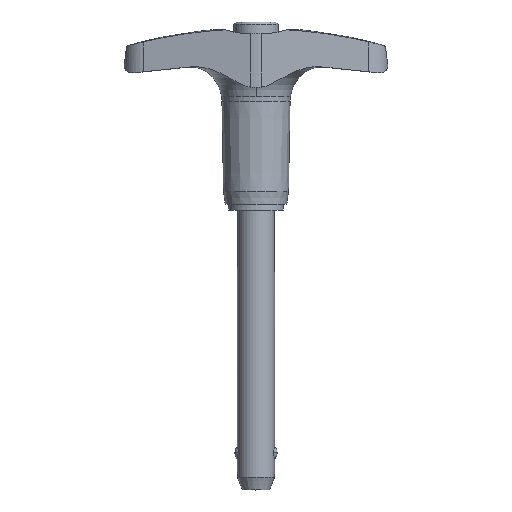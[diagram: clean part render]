
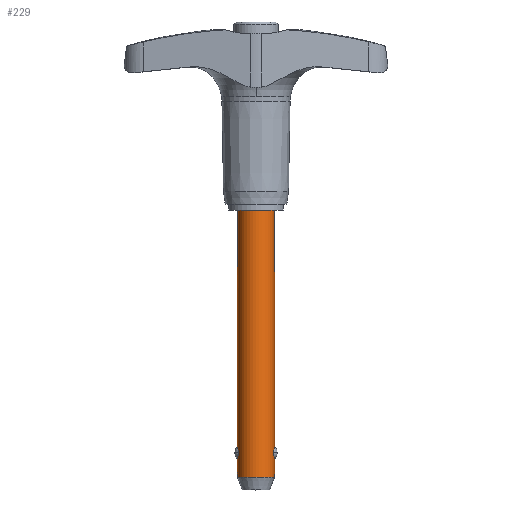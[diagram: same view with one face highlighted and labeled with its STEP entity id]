
A CAD part, top view. The second image highlights one B-rep face of the part: STEP entity #229.
In plain terms, the highlighted cylindrical face has radius 3.175 mm (diameter 6.35 mm), a partial arc.
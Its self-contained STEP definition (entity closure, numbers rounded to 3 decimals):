
#229=ADVANCED_FACE('',(#468),#469,.T.);
#468=FACE_OUTER_BOUND('',#707,.T.);
#469=CYLINDRICAL_SURFACE('',#708,3.175);
#707=EDGE_LOOP('',(#1353,#1354,#1355,#1356,#1357,#1358,#1359,#1360,#1361,#1362));
#708=AXIS2_PLACEMENT_3D('',#1363,#1364,#1365);
#1353=ORIENTED_EDGE('',*,*,#1624,.T.);
#1354=ORIENTED_EDGE('',*,*,#1579,.T.);
#1355=ORIENTED_EDGE('',*,*,#1670,.T.);
#1356=ORIENTED_EDGE('',*,*,#1630,.T.);
#1357=ORIENTED_EDGE('',*,*,#1641,.F.);
#1358=ORIENTED_EDGE('',*,*,#1628,.T.);
#1359=ORIENTED_EDGE('',*,*,#1637,.T.);
#1360=ORIENTED_EDGE('',*,*,#1513,.T.);
#1361=ORIENTED_EDGE('',*,*,#1626,.T.);
#1362=ORIENTED_EDGE('',*,*,#1589,.T.);
#1363=CARTESIAN_POINT('',(0.0,-24.003,0.0));
#1364=DIRECTION('',(-0.0,1.0,0.0));
#1365=DIRECTION('',(1.0,0.0,0.0));
#1513=EDGE_CURVE('',#1836,#1839,#1841,.T.);
#1579=EDGE_CURVE('',#1951,#1949,#1952,.T.);
#1589=EDGE_CURVE('',#1967,#1965,#1968,.T.);
#1624=EDGE_CURVE('',#1965,#1951,#2015,.T.);
#1626=EDGE_CURVE('',#1839,#1967,#2017,.T.);
#1628=EDGE_CURVE('',#2020,#2018,#2021,.T.);
#1630=EDGE_CURVE('',#2024,#2022,#2025,.T.);
#1637=EDGE_CURVE('',#2018,#1836,#2034,.T.);
#1641=EDGE_CURVE('',#2020,#2022,#2038,.T.);
#1670=EDGE_CURVE('',#1949,#2024,#2074,.T.);
#1836=VERTEX_POINT('',#2543);
#1839=VERTEX_POINT('',#2546);
#1841=B_SPLINE_CURVE_WITH_KNOTS('',3,(#2561,#2562,#2563,#2564,#2565,#2566,#2567,#2568,#2569,#2570,#2571,#2572,#2573,#2574),.UNSPECIFIED.,.F.,.F.,(4,2,2,2,2,2,4),(0.0,0.342,0.684,0.852,1.02,1.311,1.601),.UNSPECIFIED.);
#1949=VERTEX_POINT('',#3008);
#1951=VERTEX_POINT('',#3010);
#1952=B_SPLINE_CURVE_WITH_KNOTS('',3,(#3011,#3012,#3013,#3014,#3015,#3016,#3017,#3018,#3019,#3020,#3021,#3022,#3023,#3024),.UNSPECIFIED.,.F.,.F.,(4,2,2,2,2,2,4),(1.601,1.892,2.183,2.351,2.519,2.861,3.203),.UNSPECIFIED.);
#1965=VERTEX_POINT('',#3101);
#1967=VERTEX_POINT('',#3104);
#1968=CIRCLE('',#3105,3.175);
#2015=LINE('',#3359,#3360);
#2017=LINE('',#3362,#3363);
#2018=VERTEX_POINT('',#3364);
#2020=VERTEX_POINT('',#3379);
#2021=LINE('',#3380,#3381);
#2022=VERTEX_POINT('',#3382);
#2024=VERTEX_POINT('',#3384);
#2025=LINE('',#3385,#3386);
#2034=B_SPLINE_CURVE_WITH_KNOTS('',3,(#3409,#3410,#3411,#3412,#3413,#3414,#3415,#3416,#3417,#3418,#3419,#3420,#3421,#3422),.UNSPECIFIED.,.F.,.F.,(4,2,2,2,2,2,4),(4.804,5.095,5.386,5.554,5.722,6.064,6.406),.UNSPECIFIED.);
#2038=CIRCLE('',#3427,3.175);
#2074=B_SPLINE_CURVE_WITH_KNOTS('',3,(#3565,#3566,#3567,#3568,#3569,#3570,#3571,#3572,#3573,#3574,#3575,#3576,#3577,#3578),.UNSPECIFIED.,.F.,.F.,(4,2,2,2,2,2,4),(3.203,3.545,3.887,4.055,4.223,4.514,4.804),.UNSPECIFIED.);
#2543=CARTESIAN_POINT('',(-2.97,-41.636,1.123));
#2546=CARTESIAN_POINT('',(-3.175,-42.633,0.));
#2561=CARTESIAN_POINT('',(-2.97,-41.636,1.123));
#2562=CARTESIAN_POINT('',(-2.97,-41.75,1.123));
#2563=CARTESIAN_POINT('',(-2.979,-41.871,1.1));
#2564=CARTESIAN_POINT('',(-3.011,-42.094,1.01));
#2565=CARTESIAN_POINT('',(-3.033,-42.196,0.942));
#2566=CARTESIAN_POINT('',(-3.065,-42.318,0.828));
#2567=CARTESIAN_POINT('',(-3.077,-42.358,0.783));
#2568=CARTESIAN_POINT('',(-3.1,-42.431,0.687));
#2569=CARTESIAN_POINT('',(-3.111,-42.463,0.636));
#2570=CARTESIAN_POINT('',(-3.136,-42.535,0.503));
#2571=CARTESIAN_POINT('',(-3.151,-42.572,0.405));
#2572=CARTESIAN_POINT('',(-3.17,-42.622,0.202));
#2573=CARTESIAN_POINT('',(-3.175,-42.633,0.097));
#2574=CARTESIAN_POINT('',(-3.175,-42.633,0.));
#3008=CARTESIAN_POINT('',(2.97,-41.636,1.123));
#3010=CARTESIAN_POINT('',(3.175,-42.633,0.));
#3011=CARTESIAN_POINT('',(3.175,-42.633,0.));
#3012=CARTESIAN_POINT('',(3.175,-42.633,0.097));
#3013=CARTESIAN_POINT('',(3.17,-42.622,0.202));
#3014=CARTESIAN_POINT('',(3.151,-42.572,0.405));
#3015=CARTESIAN_POINT('',(3.136,-42.535,0.503));
#3016=CARTESIAN_POINT('',(3.111,-42.463,0.636));
#3017=CARTESIAN_POINT('',(3.1,-42.431,0.687));
#3018=CARTESIAN_POINT('',(3.077,-42.358,0.783));
#3019=CARTESIAN_POINT('',(3.065,-42.318,0.828));
#3020=CARTESIAN_POINT('',(3.033,-42.196,0.942));
#3021=CARTESIAN_POINT('',(3.011,-42.094,1.01));
#3022=CARTESIAN_POINT('',(2.979,-41.871,1.1));
#3023=CARTESIAN_POINT('',(2.97,-41.75,1.123));
#3024=CARTESIAN_POINT('',(2.97,-41.636,1.123));
#3101=CARTESIAN_POINT('',(3.175,-45.796,0.0));
#3104=CARTESIAN_POINT('',(-3.175,-45.796,0.));
#3105=AXIS2_PLACEMENT_3D('',#3993,#3994,#3995);
#3359=CARTESIAN_POINT('',(3.175,-24.003,0.));
#3360=VECTOR('',#4024,1.0);
#3362=CARTESIAN_POINT('',(-3.175,-24.003,0.));
#3363=VECTOR('',#4028,1.0);
#3364=CARTESIAN_POINT('',(-3.175,-40.64,0.));
#3379=CARTESIAN_POINT('',(-3.175,0.0,0.));
#3380=CARTESIAN_POINT('',(-3.175,-24.003,0.));
#3381=VECTOR('',#4029,1.0);
#3382=CARTESIAN_POINT('',(3.175,0.0,0.0));
#3384=CARTESIAN_POINT('',(3.175,-40.64,0.));
#3385=CARTESIAN_POINT('',(3.175,-24.003,0.));
#3386=VECTOR('',#4033,1.0);
#3409=CARTESIAN_POINT('',(-3.175,-40.64,0.));
#3410=CARTESIAN_POINT('',(-3.175,-40.64,0.097));
#3411=CARTESIAN_POINT('',(-3.17,-40.651,0.202));
#3412=CARTESIAN_POINT('',(-3.151,-40.701,0.405));
#3413=CARTESIAN_POINT('',(-3.136,-40.738,0.503));
#3414=CARTESIAN_POINT('',(-3.111,-40.809,0.636));
#3415=CARTESIAN_POINT('',(-3.1,-40.842,0.687));
#3416=CARTESIAN_POINT('',(-3.077,-40.915,0.783));
#3417=CARTESIAN_POINT('',(-3.065,-40.955,0.828));
#3418=CARTESIAN_POINT('',(-3.033,-41.077,0.942));
#3419=CARTESIAN_POINT('',(-3.011,-41.179,1.01));
#3420=CARTESIAN_POINT('',(-2.979,-41.401,1.1));
#3421=CARTESIAN_POINT('',(-2.97,-41.522,1.123));
#3422=CARTESIAN_POINT('',(-2.97,-41.636,1.123));
#3427=AXIS2_PLACEMENT_3D('',#4042,#4043,#4044);
#3565=CARTESIAN_POINT('',(2.97,-41.636,1.123));
#3566=CARTESIAN_POINT('',(2.97,-41.522,1.123));
#3567=CARTESIAN_POINT('',(2.979,-41.401,1.1));
#3568=CARTESIAN_POINT('',(3.011,-41.179,1.01));
#3569=CARTESIAN_POINT('',(3.033,-41.077,0.942));
#3570=CARTESIAN_POINT('',(3.065,-40.955,0.828));
#3571=CARTESIAN_POINT('',(3.077,-40.915,0.783));
#3572=CARTESIAN_POINT('',(3.1,-40.842,0.687));
#3573=CARTESIAN_POINT('',(3.111,-40.809,0.636));
#3574=CARTESIAN_POINT('',(3.136,-40.738,0.503));
#3575=CARTESIAN_POINT('',(3.151,-40.701,0.405));
#3576=CARTESIAN_POINT('',(3.17,-40.651,0.202));
#3577=CARTESIAN_POINT('',(3.175,-40.64,0.097));
#3578=CARTESIAN_POINT('',(3.175,-40.64,0.));
#3993=CARTESIAN_POINT('',(0.0,-45.796,0.0));
#3994=DIRECTION('',(0.,1.0,0.0));
#3995=DIRECTION('',(1.0,0.,0.0));
#4024=DIRECTION('',(0.0,1.0,0.0));
#4028=DIRECTION('',(-0.0,-1.0,-0.0));
#4029=DIRECTION('',(-0.0,-1.0,-0.0));
#4033=DIRECTION('',(0.0,1.0,0.0));
#4042=CARTESIAN_POINT('',(0.0,0.0,0.0));
#4043=DIRECTION('',(-0.0,1.0,0.0));
#4044=DIRECTION('',(1.0,0.0,0.0));
